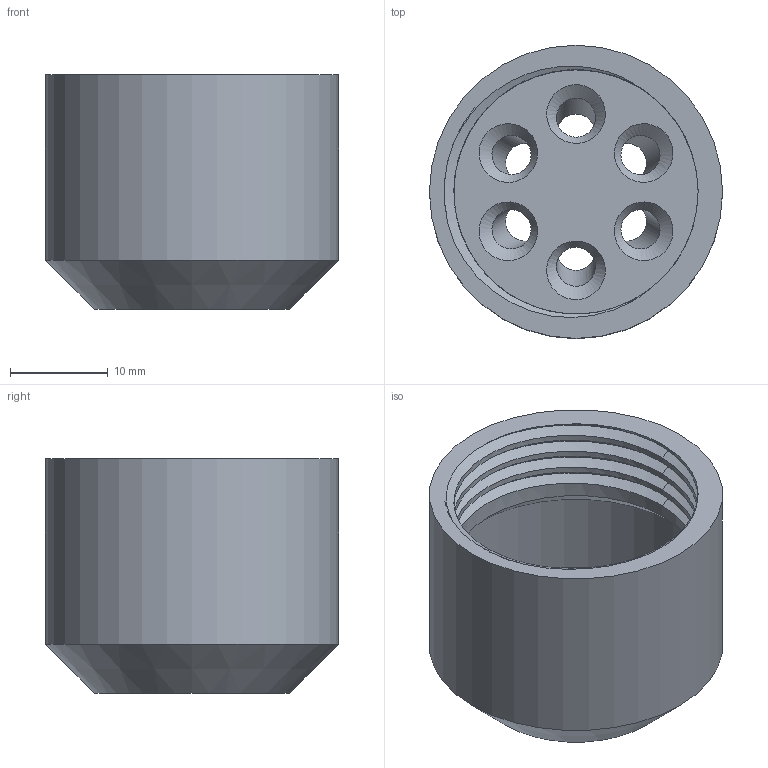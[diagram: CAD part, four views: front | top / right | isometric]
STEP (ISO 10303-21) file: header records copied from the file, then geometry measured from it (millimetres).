
FILE_DESCRIPTION(('FreeCAD Model'),'2;1');
FILE_NAME('Open CASCADE Shape Model','2025-01-31T18:27:54',(''),(''), 'Open CASCADE STEP processor 7.8','FreeCAD','Unknown');
FILE_SCHEMA(('AUTOMOTIVE_DESIGN { 1 0 10303 214 1 1 1 1 }'));
Length unit declared in the file: millimetre
Products named in the file (1): thread bottom support
Bounding box: 30 x 30 x 24 mm (x, y, z)
Volume: 4742.2 mm3; surface area: 5704.3 mm2
Topology: 1 solids, 1 shells, 40 faces, 86 edges, 49 vertices
Faces by surface type: bspline 21, cylinder 7, extrusion 6, plane 4, cone 2
Full cylindrical faces by diameter (mm): 25 x4, 28 x1, 30 x1
Entity records: 3417 total; most frequent: CARTESIAN_POINT 2660, ORIENTED_EDGE 172, DIRECTION 90, EDGE_CURVE 86, B_SPLINE_CURVE_WITH_KNOTS 56, FACE_BOUND 53, EDGE_LOOP 53, VERTEX_POINT 49
